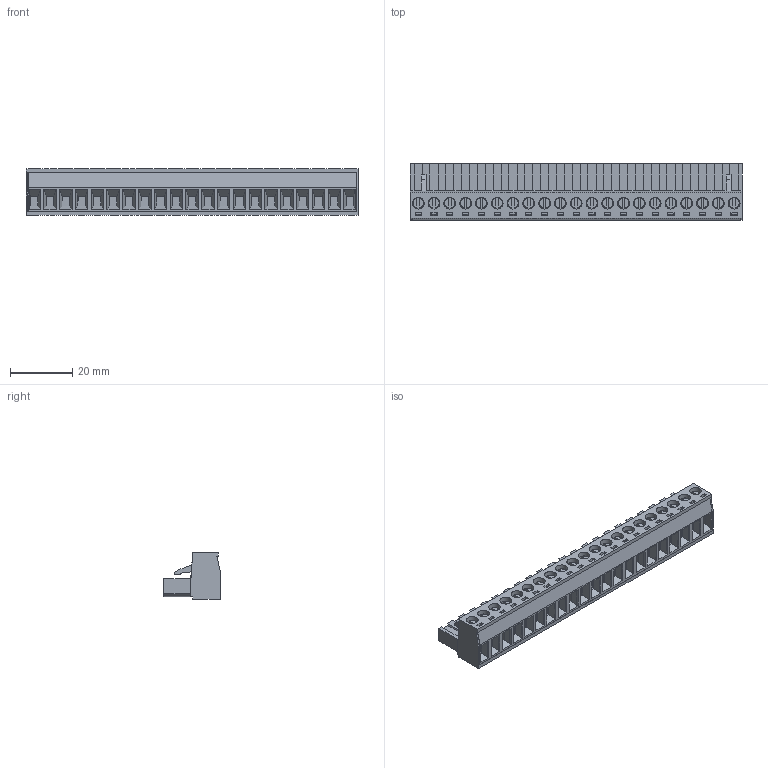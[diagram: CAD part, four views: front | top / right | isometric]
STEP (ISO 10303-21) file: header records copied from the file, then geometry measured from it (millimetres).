
FILE_DESCRIPTION(/* description */ ('Unknown'),/* implementation_level */ '2;1');
FILE_NAME(/* name */ '691351500021',/* time_stamp */ '2021-01-04T16:15:01+01:00',/* author */ ('Unknown'),/* organization */ ('Unknown'),/* preprocessor_version */ 'ST-DEVELOPER v16.7',/* originating_system */ 'DEX',/* authorisation */ $);
FILE_SCHEMA (('AUTOMOTIVE_DESIGN {1 0 10303 214 3 1 1}'));
Products named in the file (6): 6913515000xx; 691351500021; 6913515000xx_CAGE; 6913515000xx_PIN; 6913515000xx_VIS; 691351500021_CAPOT
Assembly tree (65 placements, depth 2):
  6913515000xx
    691351500021
    6913515000xx_CAGE  x21
    6913515000xx_PIN  x21
    6913515000xx_VIS  x21
    691351500021_CAPOT
Bounding box: 106.78 x 18.2 x 15.1 mm (x, y, z)
Volume: 11979.2 mm3; surface area: 32257.8 mm2
Topology: 65 solids, 65 shells, 4838 faces, 13138 edges, 8576 vertices
Faces by surface type: plane 3568, cylinder 1165, torus 63, cone 42
Full cylindrical faces by diameter (mm): 1.6 x21, 2.2 x21, 2.5 x21, 2.9 x21, 2.95 x21, 3 x21, 3.8 x42
Entity records: 73414 total; most frequent: CARTESIAN_POINT 12871, ORIENTED_EDGE 12522, DIRECTION 11678, EDGE_CURVE 6261, LINE 5708, VECTOR 5708, VERTEX_POINT 4130, AXIS2_PLACEMENT_3D 2985
